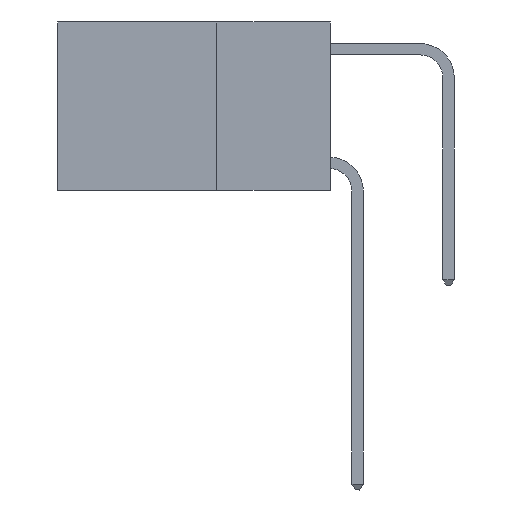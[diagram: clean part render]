
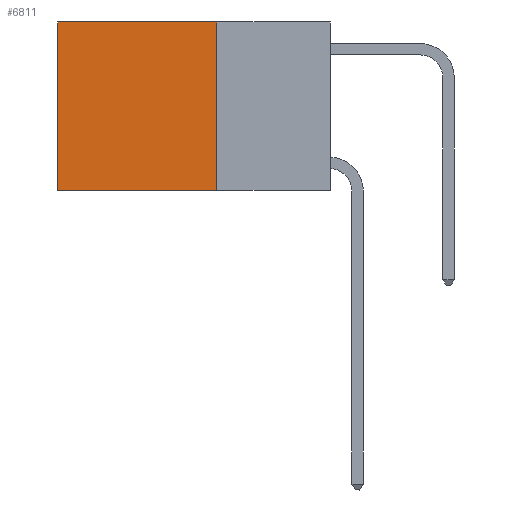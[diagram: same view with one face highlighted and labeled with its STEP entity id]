
A CAD part, left-side view. The second image highlights one B-rep face of the part: STEP entity #6811.
In plain terms, the highlighted planar face has unit normal (-1, 0, 0).
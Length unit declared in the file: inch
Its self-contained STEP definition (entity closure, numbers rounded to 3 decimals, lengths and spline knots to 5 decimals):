
#282 = EDGE_CURVE ( 'NONE', #7650, #13168, #8162, .T. ) ;
#780 = VERTEX_POINT ( 'NONE', #2555 ) ;
#1073 = CARTESIAN_POINT ( 'NONE',  ( 0.2625, 0.25, 0. ) ) ;
#1847 = DIRECTION ( 'NONE',  ( 0., 1., 0. ) ) ;
#2045 = FACE_OUTER_BOUND ( 'NONE', #5988, .T. ) ;
#2257 = DIRECTION ( 'NONE',  ( 0., 0., -1. ) ) ;
#2555 = CARTESIAN_POINT ( 'NONE',  ( 0.2625, 0.25, -0.37 ) ) ;
#2566 = DIRECTION ( 'NONE',  ( 1., 0., 0. ) ) ;
#2601 = ORIENTED_EDGE ( 'NONE', *, *, #8827, .F. ) ;
#2724 = VECTOR ( 'NONE', #4748, 39.37008 ) ;
#3003 = VECTOR ( 'NONE', #2257, 39.37008 ) ;
#3982 = ORIENTED_EDGE ( 'NONE', *, *, #7315, .T. ) ;
#4145 = EDGE_CURVE ( 'NONE', #7756, #780, #6099, .T. ) ;
#4748 = DIRECTION ( 'NONE',  ( 0., 1., 0. ) ) ;
#5232 = VECTOR ( 'NONE', #8427, 39.37008 ) ;
#5841 = VECTOR ( 'NONE', #1847, 39.37008 ) ;
#5988 = EDGE_LOOP ( 'NONE', ( #9973, #2601, #6892, #3982 ) ) ;
#6099 = LINE ( 'NONE', #6753, #3003 ) ;
#6753 = CARTESIAN_POINT ( 'NONE',  ( 0.2625, 0.25, 0. ) ) ;
#6811 = ADVANCED_FACE ( 'NONE', ( #2045 ), #8145, .F. ) ;
#6892 = ORIENTED_EDGE ( 'NONE', *, *, #4145, .F. ) ;
#7315 = EDGE_CURVE ( 'NONE', #7756, #7650, #10842, .T. ) ;
#7650 = VERTEX_POINT ( 'NONE', #8617 ) ;
#7756 = VERTEX_POINT ( 'NONE', #1073 ) ;
#7984 = CARTESIAN_POINT ( 'NONE',  ( 0.2625, 0.6, -0.37 ) ) ;
#8145 = PLANE ( 'NONE',  #10519 ) ;
#8162 = LINE ( 'NONE', #8484, #5232 ) ;
#8427 = DIRECTION ( 'NONE',  ( 0., 0., -1. ) ) ;
#8484 = CARTESIAN_POINT ( 'NONE',  ( 0.2625, 0.6, 0. ) ) ;
#8527 = CARTESIAN_POINT ( 'NONE',  ( 0.2625, 0.25, -0.37 ) ) ;
#8617 = CARTESIAN_POINT ( 'NONE',  ( 0.2625, 0.6, 0. ) ) ;
#8827 = EDGE_CURVE ( 'NONE', #780, #13168, #10963, .T. ) ;
#9254 = CARTESIAN_POINT ( 'NONE',  ( 0.2625, 0.25, 0. ) ) ;
#9973 = ORIENTED_EDGE ( 'NONE', *, *, #282, .T. ) ;
#10237 = CARTESIAN_POINT ( 'NONE',  ( 0.2625, 0.25, 0. ) ) ;
#10337 = DIRECTION ( 'NONE',  ( 0., 0., -1. ) ) ;
#10519 = AXIS2_PLACEMENT_3D ( 'NONE', #9254, #2566, #10337 ) ;
#10842 = LINE ( 'NONE', #10237, #2724 ) ;
#10963 = LINE ( 'NONE', #8527, #5841 ) ;
#13168 = VERTEX_POINT ( 'NONE', #7984 ) ;
